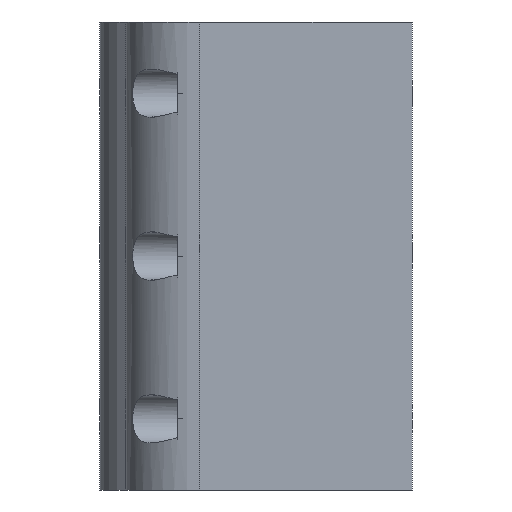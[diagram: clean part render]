
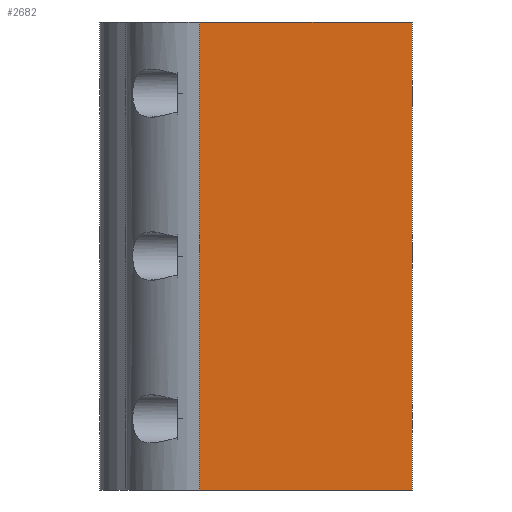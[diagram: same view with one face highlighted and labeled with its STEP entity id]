
A CAD part, left-side view. The second image highlights one B-rep face of the part: STEP entity #2682.
In plain terms, the highlighted planar face has unit normal (-1, 0, 0).
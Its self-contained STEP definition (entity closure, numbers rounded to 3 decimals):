
#1 = CARTESIAN_POINT ( 'NONE',  ( 0., 22.5, 63.2 ) ) ;
#63 = EDGE_CURVE ( 'NONE', #2579, #1670, #1046, .T. ) ;
#97 = ORIENTED_EDGE ( 'NONE', *, *, #1798, .F. ) ;
#102 = CARTESIAN_POINT ( 'NONE',  ( 0., -16.2, 0. ) ) ;
#200 = VECTOR ( 'NONE', #1500, 1000. ) ;
#420 = CARTESIAN_POINT ( 'NONE',  ( 0., 12.5, 63.2 ) ) ;
#596 = DIRECTION ( 'NONE',  ( 0., -1., 0. ) ) ;
#621 = EDGE_LOOP ( 'NONE', ( #1078, #2372, #97, #1589 ) ) ;
#670 = CARTESIAN_POINT ( 'NONE',  ( 0., -16.2, 0. ) ) ;
#880 = CARTESIAN_POINT ( 'NONE',  ( 0., -16.2, 63.2 ) ) ;
#1000 = DIRECTION ( 'NONE',  ( 0., 0., -1. ) ) ;
#1046 = LINE ( 'NONE', #2048, #1604 ) ;
#1078 = ORIENTED_EDGE ( 'NONE', *, *, #2418, .F. ) ;
#1159 = FACE_OUTER_BOUND ( 'NONE', #621, .T. ) ;
#1284 = LINE ( 'NONE', #2118, #200 ) ;
#1308 = VECTOR ( 'NONE', #596, 1000. ) ;
#1378 = DIRECTION ( 'NONE',  ( 0., 0., 1. ) ) ;
#1383 = VERTEX_POINT ( 'NONE', #2428 ) ;
#1407 = DIRECTION ( 'NONE',  ( -1., 0., 0. ) ) ;
#1500 = DIRECTION ( 'NONE',  ( 0., 0., -1. ) ) ;
#1583 = PLANE ( 'NONE',  #2012 ) ;
#1589 = ORIENTED_EDGE ( 'NONE', *, *, #63, .F. ) ;
#1604 = VECTOR ( 'NONE', #1000, 1000. ) ;
#1670 = VERTEX_POINT ( 'NONE', #670 ) ;
#1798 = EDGE_CURVE ( 'NONE', #1670, #1383, #2217, .T. ) ;
#2012 = AXIS2_PLACEMENT_3D ( 'NONE', #2669, #1407, #1378 ) ;
#2048 = CARTESIAN_POINT ( 'NONE',  ( 0., -16.2, 63.2 ) ) ;
#2053 = VECTOR ( 'NONE', #2178, 1000. ) ;
#2118 = CARTESIAN_POINT ( 'NONE',  ( 0., 12.5, 0. ) ) ;
#2178 = DIRECTION ( 'NONE',  ( 0., 1., 0. ) ) ;
#2194 = EDGE_CURVE ( 'NONE', #2271, #1383, #1284, .T. ) ;
#2217 = LINE ( 'NONE', #102, #2053 ) ;
#2271 = VERTEX_POINT ( 'NONE', #420 ) ;
#2287 = LINE ( 'NONE', #1, #1308 ) ;
#2372 = ORIENTED_EDGE ( 'NONE', *, *, #2194, .T. ) ;
#2418 = EDGE_CURVE ( 'NONE', #2271, #2579, #2287, .T. ) ;
#2428 = CARTESIAN_POINT ( 'NONE',  ( 0., 12.5, 0. ) ) ;
#2579 = VERTEX_POINT ( 'NONE', #880 ) ;
#2669 = CARTESIAN_POINT ( 'NONE',  ( 0., -16.2, 63.2 ) ) ;
#2682 = ADVANCED_FACE ( 'NONE', ( #1159 ), #1583, .T. ) ;
